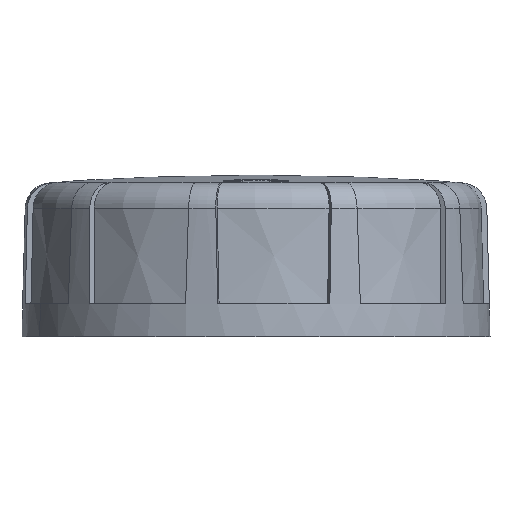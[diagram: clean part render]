
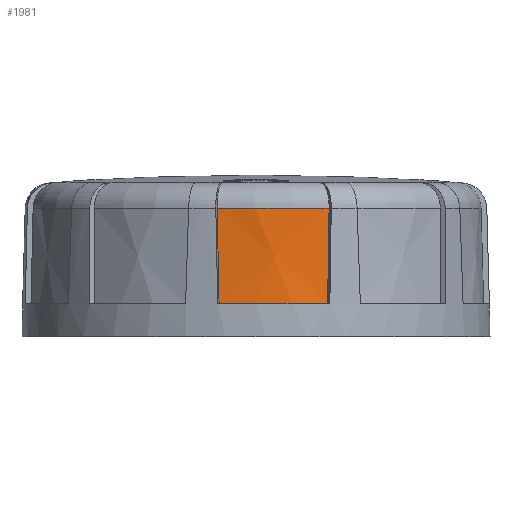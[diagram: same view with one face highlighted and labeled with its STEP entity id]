
A CAD part, front view. The second image highlights one B-rep face of the part: STEP entity #1981.
In plain terms, the highlighted conical face has half-angle 1.5 degrees and reference radius 34.5 mm.
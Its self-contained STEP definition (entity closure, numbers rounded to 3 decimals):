
#221 = CARTESIAN_POINT ( 'NONE',  ( 11.073, -271.846, 19.515 ) ) ;
#303 = AXIS2_PLACEMENT_3D ( 'NONE', #6577, #1112, #6811 ) ;
#463 = CARTESIAN_POINT ( 'NONE',  ( 0., -239.573, 5. ) ) ;
#470 = B_SPLINE_CURVE_WITH_KNOTS ( 'NONE', 3,
 ( #2346, #10579, #4237, #6063 ),
 .UNSPECIFIED., .F., .F.,
 ( 4, 4 ),
 ( 0., 1. ),
 .UNSPECIFIED. ) ;
#565 = CARTESIAN_POINT ( 'NONE',  ( 11.073, -271.846, 19.515 ) ) ;
#703 = FACE_OUTER_BOUND ( 'NONE', #7586, .T. ) ;
#1112 = DIRECTION ( 'NONE',  ( 0., 0., -1. ) ) ;
#1345 = ORIENTED_EDGE ( 'NONE', *, *, #2166, .F. ) ;
#1859 = B_SPLINE_CURVE_WITH_KNOTS ( 'NONE', 3,
 ( #565, #9826, #5247, #5065 ),
 .UNSPECIFIED., .F., .F.,
 ( 4, 4 ),
 ( 0., 1. ),
 .UNSPECIFIED. ) ;
#1981 = ADVANCED_FACE ( 'NONE', ( #703 ), #7079, .T. ) ;
#2088 = DIRECTION ( 'NONE',  ( 0., 0., 1. ) ) ;
#2166 = EDGE_CURVE ( 'NONE', #5364, #8994, #1859, .T. ) ;
#2184 = CIRCLE ( 'NONE', #6268, 34.5 ) ;
#2346 = CARTESIAN_POINT ( 'NONE',  ( -5.888, -273.181, 19.515 ) ) ;
#2442 = EDGE_CURVE ( 'NONE', #5364, #3403, #5154, .T. ) ;
#3012 = DIRECTION ( 'NONE',  ( 0.924, 0.383, 0. ) ) ;
#3403 = VERTEX_POINT ( 'NONE', #3743 ) ;
#3743 = CARTESIAN_POINT ( 'NONE',  ( -5.888, -273.181, 19.515 ) ) ;
#4237 = CARTESIAN_POINT ( 'NONE',  ( -5.697, -273.471, 9.838 ) ) ;
#4408 = DIRECTION ( 'NONE',  ( 0.924, 0.383, 0. ) ) ;
#5041 = ORIENTED_EDGE ( 'NONE', *, *, #5817, .T. ) ;
#5065 = CARTESIAN_POINT ( 'NONE',  ( 10.858, -272.32, 5. ) ) ;
#5154 = CIRCLE ( 'NONE', #303, 34.12 ) ;
#5247 = CARTESIAN_POINT ( 'NONE',  ( 10.93, -272.162, 9.838 ) ) ;
#5364 = VERTEX_POINT ( 'NONE', #221 ) ;
#5817 = EDGE_CURVE ( 'NONE', #7852, #8994, #2184, .T. ) ;
#6063 = CARTESIAN_POINT ( 'NONE',  ( -5.602, -273.615, 5. ) ) ;
#6268 = AXIS2_PLACEMENT_3D ( 'NONE', #9588, #2088, #3012 ) ;
#6577 = CARTESIAN_POINT ( 'NONE',  ( 0., -239.573, 19.515 ) ) ;
#6811 = DIRECTION ( 'NONE',  ( 1., 0., 0. ) ) ;
#7079 = CONICAL_SURFACE ( 'NONE', #8225, 34.5, 0.026 ) ;
#7142 = DIRECTION ( 'NONE',  ( 0., 0., -1. ) ) ;
#7586 = EDGE_LOOP ( 'NONE', ( #1345, #8398, #9117, #5041 ) ) ;
#7852 = VERTEX_POINT ( 'NONE', #8338 ) ;
#8225 = AXIS2_PLACEMENT_3D ( 'NONE', #463, #7142, #4408 ) ;
#8338 = CARTESIAN_POINT ( 'NONE',  ( -5.602, -273.615, 5. ) ) ;
#8398 = ORIENTED_EDGE ( 'NONE', *, *, #2442, .T. ) ;
#8994 = VERTEX_POINT ( 'NONE', #10675 ) ;
#9117 = ORIENTED_EDGE ( 'NONE', *, *, #11125, .T. ) ;
#9588 = CARTESIAN_POINT ( 'NONE',  ( 0., -239.573, 5. ) ) ;
#9826 = CARTESIAN_POINT ( 'NONE',  ( 11.002, -272.005, 14.677 ) ) ;
#10579 = CARTESIAN_POINT ( 'NONE',  ( -5.793, -273.326, 14.677 ) ) ;
#10675 = CARTESIAN_POINT ( 'NONE',  ( 10.858, -272.32, 5. ) ) ;
#11125 = EDGE_CURVE ( 'NONE', #3403, #7852, #470, .T. ) ;
